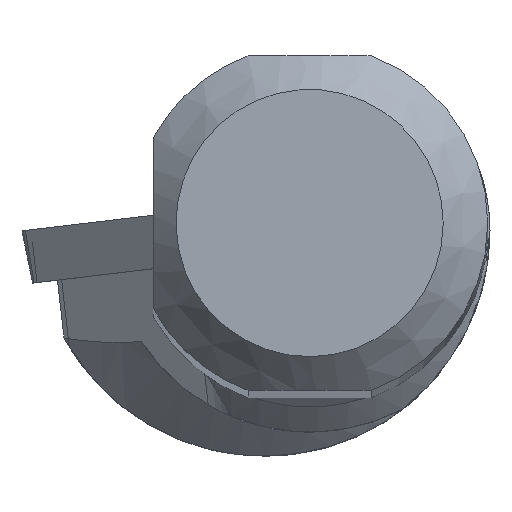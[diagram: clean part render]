
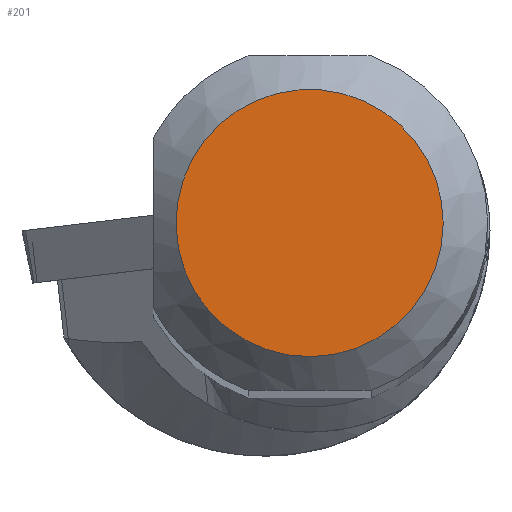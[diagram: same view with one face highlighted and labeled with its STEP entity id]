
A CAD part, top view. The second image highlights one B-rep face of the part: STEP entity #201.
In plain terms, the highlighted planar face has unit normal (0, 0, 1).
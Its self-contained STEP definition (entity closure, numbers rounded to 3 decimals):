
#156=FACE_OUTER_BOUND('',#399,.T.);
#201=ADVANCED_FACE('',(#156),#232,.T.);
#232=PLANE('',#1058);
#399=EDGE_LOOP('',(#571));
#571=ORIENTED_EDGE('',*,*,#845,.T.);
#740=VERTEX_POINT('',#1745);
#845=EDGE_CURVE('',#740,#740,#895,.T.);
#895=CIRCLE('',#1057,5.993);
#1057=AXIS2_PLACEMENT_3D('',#1744,#1274,#1275);
#1058=AXIS2_PLACEMENT_3D('',#1746,#1276,#1277);
#1274=DIRECTION('',(0.,0.,1.));
#1275=DIRECTION('',(1.,0.,0.));
#1276=DIRECTION('',(0.,0.,1.));
#1277=DIRECTION('',(1.,0.,0.));
#1744=CARTESIAN_POINT('',(0.,0.,0.));
#1745=CARTESIAN_POINT('',(5.993,0.,0.));
#1746=CARTESIAN_POINT('',(0.,0.,
0.));
